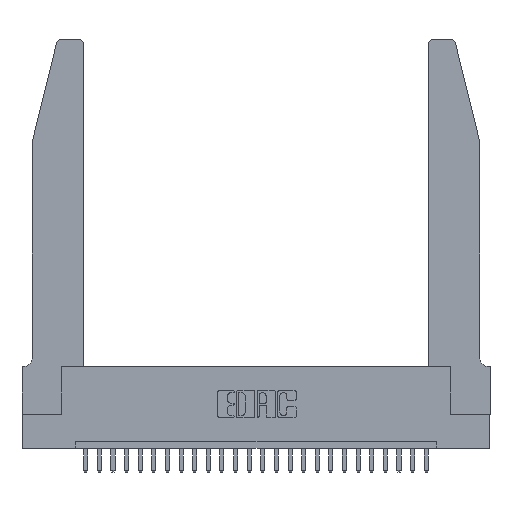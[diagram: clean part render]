
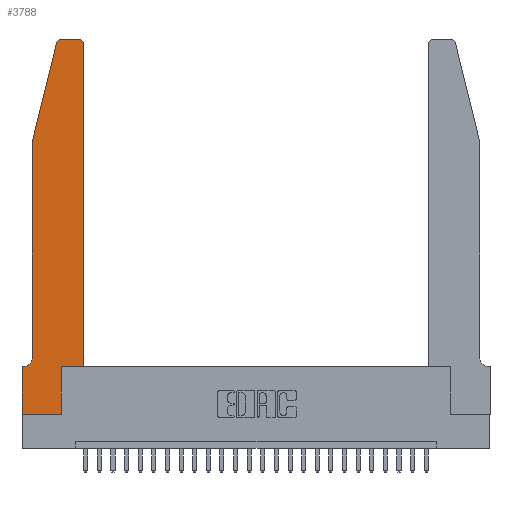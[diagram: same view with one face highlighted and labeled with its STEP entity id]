
A CAD part, top view. The second image highlights one B-rep face of the part: STEP entity #3788.
In plain terms, the highlighted planar face has unit normal (0, 0, 1).
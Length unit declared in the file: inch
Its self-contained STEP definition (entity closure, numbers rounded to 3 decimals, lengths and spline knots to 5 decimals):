
#67 = EDGE_CURVE ( 'NONE', #23082, #7126, #14687, .T. ) ;
#150 = EDGE_CURVE ( 'NONE', #25557, #21329, #19822, .T. ) ;
#428 = VERTEX_POINT ( 'NONE', #4858 ) ;
#887 = VECTOR ( 'NONE', #7373, 39.37008 ) ;
#911 = DIRECTION ( 'NONE',  ( 0., 0., 1. ) ) ;
#1558 = CIRCLE ( 'NONE', #22971, 0.07 ) ;
#1601 = LINE ( 'NONE', #15946, #19887 ) ;
#1899 = CARTESIAN_POINT ( 'NONE',  ( 0.0755, 2., 0.37 ) ) ;
#2161 = ORIENTED_EDGE ( 'NONE', *, *, #150, .T. ) ;
#2231 = DIRECTION ( 'NONE',  ( 1., 0., 0. ) ) ;
#2243 = AXIS2_PLACEMENT_3D ( 'NONE', #4623, #23171, #25265 ) ;
#2664 = ORIENTED_EDGE ( 'NONE', *, *, #13119, .T. ) ;
#3228 = DIRECTION ( 'NONE',  ( -1., 0., 0. ) ) ;
#3351 = DIRECTION ( 'NONE',  ( 1., 0., 0. ) ) ;
#3523 = ORIENTED_EDGE ( 'NONE', *, *, #15671, .T. ) ;
#3788 = ADVANCED_FACE ( 'NONE', ( #8178 ), #11396, .T. ) ;
#4056 = CARTESIAN_POINT ( 'NONE',  ( 0.0755, 0.35, 0.37 ) ) ;
#4219 = ORIENTED_EDGE ( 'NONE', *, *, #8934, .T. ) ;
#4623 = CARTESIAN_POINT ( 'NONE',  ( 0.4205, 2.72, 0.37 ) ) ;
#4858 = CARTESIAN_POINT ( 'NONE',  ( 0.4505, 0.35, 0.37 ) ) ;
#4887 = CARTESIAN_POINT ( 'NONE',  ( 0.4505, 2.72, 0.37 ) ) ;
#4913 = VERTEX_POINT ( 'NONE', #11660 ) ;
#5208 = CARTESIAN_POINT ( 'NONE',  ( 0., 0.35, 0.37 ) ) ;
#5872 = LINE ( 'NONE', #12447, #20979 ) ;
#6142 = CARTESIAN_POINT ( 'NONE',  ( 0.4505, 0.35, 0.37 ) ) ;
#6637 = VERTEX_POINT ( 'NONE', #24844 ) ;
#6873 = CARTESIAN_POINT ( 'NONE',  ( 0.4205, 2.75, 0.37 ) ) ;
#7126 = VERTEX_POINT ( 'NONE', #7759 ) ;
#7147 = EDGE_CURVE ( 'NONE', #4913, #428, #1601, .T. ) ;
#7278 = CARTESIAN_POINT ( 'NONE',  ( 0., 0., 0.37 ) ) ;
#7373 = DIRECTION ( 'NONE',  ( 0., 1., 0. ) ) ;
#7759 = CARTESIAN_POINT ( 'NONE',  ( 0.0755, 2., 0.37 ) ) ;
#8031 = DIRECTION ( 'NONE',  ( 0., -1., 0. ) ) ;
#8178 = FACE_OUTER_BOUND ( 'NONE', #24196, .T. ) ;
#8273 = ORIENTED_EDGE ( 'NONE', *, *, #19656, .T. ) ;
#8830 = AXIS2_PLACEMENT_3D ( 'NONE', #20313, #26445, #14315 ) ;
#8934 = EDGE_CURVE ( 'NONE', #22710, #25557, #1558, .T. ) ;
#8973 = DIRECTION ( 'NONE',  ( 1., 0., 0. ) ) ;
#9242 = DIRECTION ( 'NONE',  ( 0., -1., 0. ) ) ;
#9328 = DIRECTION ( 'NONE',  ( 0., 0., -1. ) ) ;
#10042 = DIRECTION ( 'NONE',  ( -0.239, -0.971, 0. ) ) ;
#10264 = CARTESIAN_POINT ( 'NONE',  ( 0.25487, 2.72718, 0.37 ) ) ;
#10270 = AXIS2_PLACEMENT_3D ( 'NONE', #5208, #911, #8973 ) ;
#11261 = CARTESIAN_POINT ( 'NONE',  ( 0., 0., 0.37 ) ) ;
#11292 = VERTEX_POINT ( 'NONE', #6873 ) ;
#11340 = CARTESIAN_POINT ( 'NONE',  ( 0.2865, 0.35, 0.37 ) ) ;
#11396 = PLANE ( 'NONE',  #10270 ) ;
#11660 = CARTESIAN_POINT ( 'NONE',  ( 0.2865, 0.35, 0.37 ) ) ;
#11892 = EDGE_CURVE ( 'NONE', #12003, #11292, #24959, .T. ) ;
#12003 = VERTEX_POINT ( 'NONE', #4887 ) ;
#12039 = EDGE_CURVE ( 'NONE', #6637, #4913, #13114, .T. ) ;
#12138 = ORIENTED_EDGE ( 'NONE', *, *, #11892, .T. ) ;
#12447 = CARTESIAN_POINT ( 'NONE',  ( 0.2605, 2.75, 0.37 ) ) ;
#13114 = LINE ( 'NONE', #11340, #887 ) ;
#13119 = EDGE_CURVE ( 'NONE', #428, #12003, #21663, .T. ) ;
#13175 = VERTEX_POINT ( 'NONE', #22564 ) ;
#13412 = VECTOR ( 'NONE', #22509, 39.37008 ) ;
#13779 = ORIENTED_EDGE ( 'NONE', *, *, #67, .T. ) ;
#14315 = DIRECTION ( 'NONE',  ( 1., 0., 0. ) ) ;
#14687 = LINE ( 'NONE', #1899, #22355 ) ;
#14936 = VECTOR ( 'NONE', #20423, 39.37008 ) ;
#15671 = EDGE_CURVE ( 'NONE', #20501, #6637, #25070, .T. ) ;
#15805 = ORIENTED_EDGE ( 'NONE', *, *, #16238, .T. ) ;
#15818 = LINE ( 'NONE', #7278, #17119 ) ;
#15946 = CARTESIAN_POINT ( 'NONE',  ( 0.4505, 0.35, 0.37 ) ) ;
#16201 = ORIENTED_EDGE ( 'NONE', *, *, #12039, .T. ) ;
#16238 = EDGE_CURVE ( 'NONE', #13175, #23082, #25992, .T. ) ;
#17119 = VECTOR ( 'NONE', #9242, 39.37008 ) ;
#17270 = VECTOR ( 'NONE', #8031, 39.37008 ) ;
#17414 = CARTESIAN_POINT ( 'NONE',  ( 0.0055, 0.42, 0.37 ) ) ;
#17718 = CARTESIAN_POINT ( 'NONE',  ( 0., 0., 0.37 ) ) ;
#18198 = CARTESIAN_POINT ( 'NONE',  ( 0.0755, 2., 0.37 ) ) ;
#18271 = CARTESIAN_POINT ( 'NONE',  ( 0.0055, 0.35, 0.37 ) ) ;
#18332 = DIRECTION ( 'NONE',  ( -1., 0., 0. ) ) ;
#18745 = ORIENTED_EDGE ( 'NONE', *, *, #23018, .T. ) ;
#19656 = EDGE_CURVE ( 'NONE', #7126, #22710, #25958, .T. ) ;
#19822 = LINE ( 'NONE', #4056, #13412 ) ;
#19887 = VECTOR ( 'NONE', #2231, 39.37008 ) ;
#20179 = ORIENTED_EDGE ( 'NONE', *, *, #23347, .T. ) ;
#20313 = CARTESIAN_POINT ( 'NONE',  ( 0.284, 2.72, 0.37 ) ) ;
#20423 = DIRECTION ( 'NONE',  ( 0., 1., 0. ) ) ;
#20501 = VERTEX_POINT ( 'NONE', #11261 ) ;
#20979 = VECTOR ( 'NONE', #18332, 39.37008 ) ;
#21228 = CARTESIAN_POINT ( 'NONE',  ( 0.0755, 0.42, 0.37 ) ) ;
#21329 = VERTEX_POINT ( 'NONE', #21781 ) ;
#21663 = LINE ( 'NONE', #6142, #14936 ) ;
#21781 = CARTESIAN_POINT ( 'NONE',  ( 0., 0.35, 0.37 ) ) ;
#22355 = VECTOR ( 'NONE', #10042, 39.37008 ) ;
#22509 = DIRECTION ( 'NONE',  ( -1., 0., 0. ) ) ;
#22564 = CARTESIAN_POINT ( 'NONE',  ( 0.284, 2.75, 0.37 ) ) ;
#22710 = VERTEX_POINT ( 'NONE', #21228 ) ;
#22971 = AXIS2_PLACEMENT_3D ( 'NONE', #17414, #9328, #3228 ) ;
#23018 = EDGE_CURVE ( 'NONE', #11292, #13175, #5872, .T. ) ;
#23082 = VERTEX_POINT ( 'NONE', #10264 ) ;
#23171 = DIRECTION ( 'NONE',  ( 0., 0., 1. ) ) ;
#23347 = EDGE_CURVE ( 'NONE', #21329, #20501, #15818, .T. ) ;
#23945 = ORIENTED_EDGE ( 'NONE', *, *, #7147, .T. ) ;
#24196 = EDGE_LOOP ( 'NONE', ( #18745, #15805, #13779, #8273, #4219, #2161, #20179, #3523, #16201, #23945, #2664, #12138 ) ) ;
#24844 = CARTESIAN_POINT ( 'NONE',  ( 0.2865, 0., 0.37 ) ) ;
#24959 = CIRCLE ( 'NONE', #2243, 0.03 ) ;
#25070 = LINE ( 'NONE', #17718, #26349 ) ;
#25265 = DIRECTION ( 'NONE',  ( 1., 0., 0. ) ) ;
#25557 = VERTEX_POINT ( 'NONE', #18271 ) ;
#25958 = LINE ( 'NONE', #18198, #17270 ) ;
#25992 = CIRCLE ( 'NONE', #8830, 0.03 ) ;
#26349 = VECTOR ( 'NONE', #3351, 39.37008 ) ;
#26445 = DIRECTION ( 'NONE',  ( 0., 0., 1. ) ) ;
